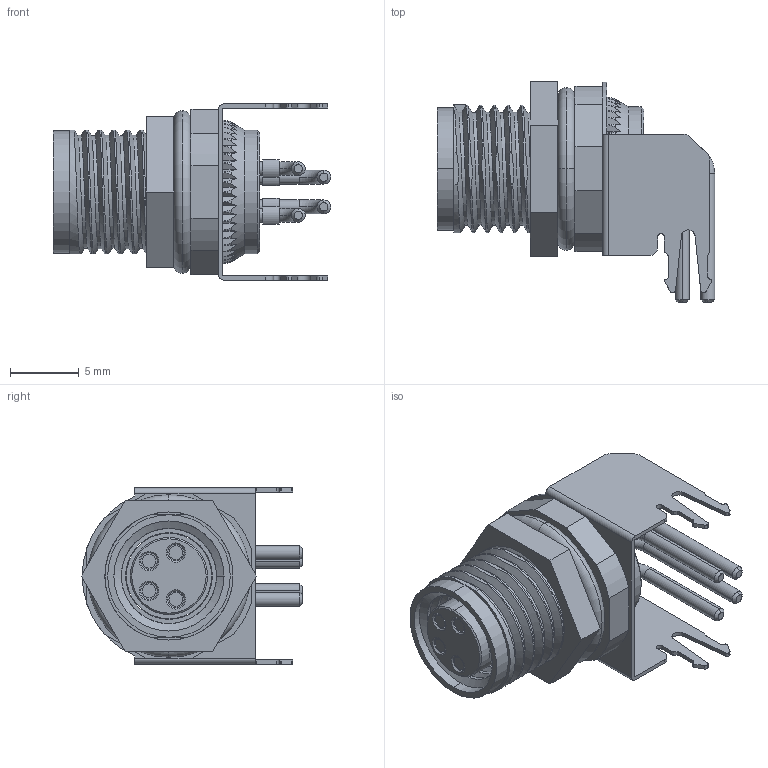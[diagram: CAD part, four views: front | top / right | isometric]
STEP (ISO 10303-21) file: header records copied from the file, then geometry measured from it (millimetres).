
FILE_DESCRIPTION (( 'STEP AP214' ), '1' );
FILE_NAME ('M8S-04PFFR-SF8001.STEP', '2022-03-18T13:57:16', ( '' ), ( '' ), 'SwSTEP 2.0', 'SolidWorks 2018', '' );
FILE_SCHEMA (( 'AUTOMOTIVE_DESIGN' ));
Length unit declared in the file: millimetre
Products named in the file (1): M8S-04PFFR-SF8001
Bounding box: 20.15 x 16.05 x 12.8 mm (x, y, z)
Volume: 1006.5 mm3; surface area: 3131.5 mm2
Topology: 10 solids, 10 shells, 485 faces, 1335 edges, 880 vertices
Faces by surface type: plane 212, cylinder 188, torus 57, cone 22, bspline 6
Entity records: 24536 total; most frequent: CARTESIAN_POINT 7111, ORIENTED_EDGE 2670, DIRECTION 2345, EDGE_CURVE 1335, VERTEX_POINT 880, AXIS2_PLACEMENT_3D 866, VECTOR 613, LINE 613
